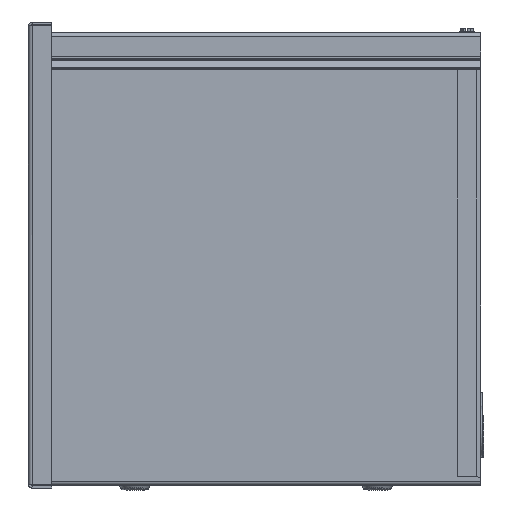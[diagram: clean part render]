
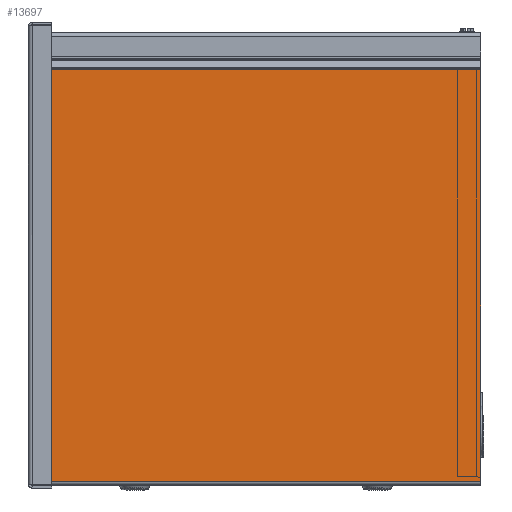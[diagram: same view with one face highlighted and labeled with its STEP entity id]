
A CAD part, left-side view. The second image highlights one B-rep face of the part: STEP entity #13697.
In plain terms, the highlighted planar face has unit normal (-1, 0, 0).
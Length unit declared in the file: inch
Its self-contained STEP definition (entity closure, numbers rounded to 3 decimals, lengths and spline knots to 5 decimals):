
#760=LINE('',#19881,#1848);
#763=LINE('',#19887,#1851);
#771=LINE('',#19910,#1859);
#772=LINE('',#19914,#1860);
#1848=VECTOR('',#16123,12.0625);
#1851=VECTOR('',#16128,11.04841);
#1859=VECTOR('',#16160,12.0625);
#1860=VECTOR('',#16167,11.04841);
#2915=PLANE('',#14589);
#3490=FACE_OUTER_BOUND('',#4325,.T.);
#4325=EDGE_LOOP('',(#9095,#9096,#9097,#9098));
#5757=VERTEX_POINT('',#19869);
#5758=VERTEX_POINT('',#19873);
#5760=VERTEX_POINT('',#19885);
#5763=VERTEX_POINT('',#19909);
#7011=EDGE_CURVE('',#5757,#5758,#760,.T.);
#7014=EDGE_CURVE('',#5760,#5758,#763,.T.);
#7026=EDGE_CURVE('',#5760,#5763,#771,.T.);
#7029=EDGE_CURVE('',#5757,#5763,#772,.T.);
#9095=ORIENTED_EDGE('',*,*,#7011,.T.);
#9096=ORIENTED_EDGE('',*,*,#7014,.F.);
#9097=ORIENTED_EDGE('',*,*,#7026,.T.);
#9098=ORIENTED_EDGE('',*,*,#7029,.F.);
#13697=ADVANCED_FACE('',(#3490),#2915,.F.);
#14589=AXIS2_PLACEMENT_3D('',#19922,#16179,#16180);
#16123=DIRECTION('',(0.,1.,0.));
#16128=DIRECTION('',(0.,0.,1.));
#16160=DIRECTION('',(0.,-1.,0.));
#16167=DIRECTION('',(0.,0.,-1.));
#16179=DIRECTION('center_axis',(1.,0.,0.));
#16180=DIRECTION('ref_axis',(0.,0.,-1.));
#19869=CARTESIAN_POINT('',(-12.0625,-6.03125,11.15366));
#19873=CARTESIAN_POINT('',(-12.0625,6.03125,11.15366));
#19881=CARTESIAN_POINT('',(-12.0625,3.01563,11.15366));
#19885=CARTESIAN_POINT('',(-12.0625,6.03125,0.10525));
#19887=CARTESIAN_POINT('',(-12.0625,6.03125,0.10525));
#19909=CARTESIAN_POINT('',(-12.0625,-6.03125,0.10525));
#19910=CARTESIAN_POINT('',(-12.0625,0.,0.10525));
#19914=CARTESIAN_POINT('',(-12.0625,-6.03125,-0.04012));
#19922=CARTESIAN_POINT('Origin',(-12.0625,0.,5.60378));
